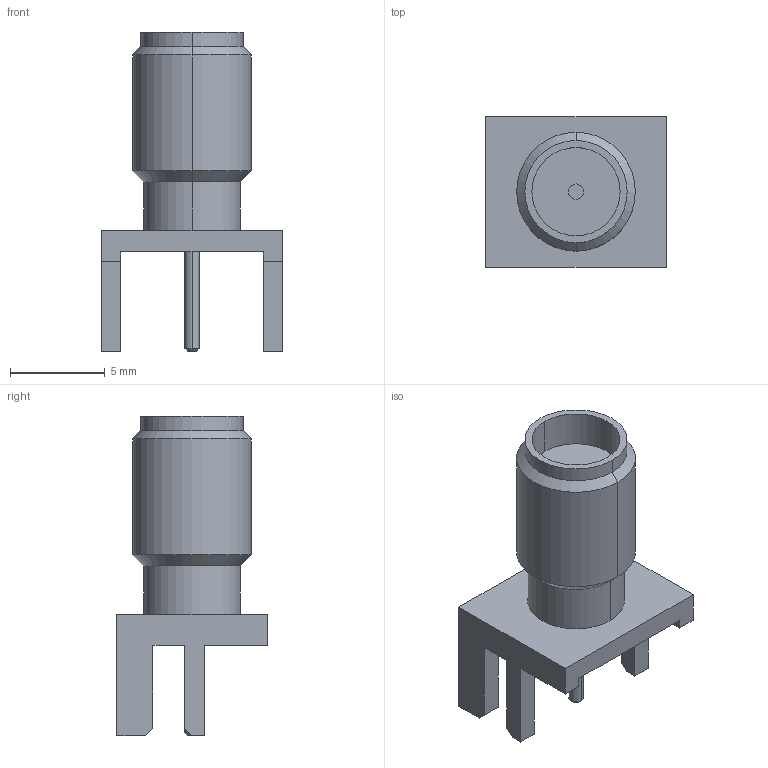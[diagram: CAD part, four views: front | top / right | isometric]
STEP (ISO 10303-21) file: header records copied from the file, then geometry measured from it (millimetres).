
FILE_DESCRIPTION((''),'2;1');
FILE_NAME('C-5449692-1','2010-10-15T',('workeradm'),('Tyco Electronics Ltd.'),'PRO/ENGINEER BY PARAMETRIC TECHNOLOGY CORPORATION, 2009300','PRO/ENGINEER BY PARAMETRIC TECHNOLOGY CORPORATION, 2009300','');
FILE_SCHEMA(('AUTOMOTIVE_DESIGN { 1 0 10303 214 1 1 1 1 }'));
Length unit declared in the file: inch
Products named in the file (1): C-5449692-1
Bounding box: 9.53 x 7.92 x 16.81 mm (x, y, z)
Volume: 371 mm3; surface area: 550.7 mm2
Topology: 1 solids, 1 shells, 51 faces, 122 edges, 78 vertices
Faces by surface type: plane 31, cylinder 14, cone 6
Entity records: 1747 total; most frequent: DIRECTION 254, CARTESIAN_POINT 253, ORIENTED_EDGE 244, EDGE_CURVE 122, VECTOR 92, LINE 92, AXIS2_PLACEMENT_3D 81, VERTEX_POINT 78
